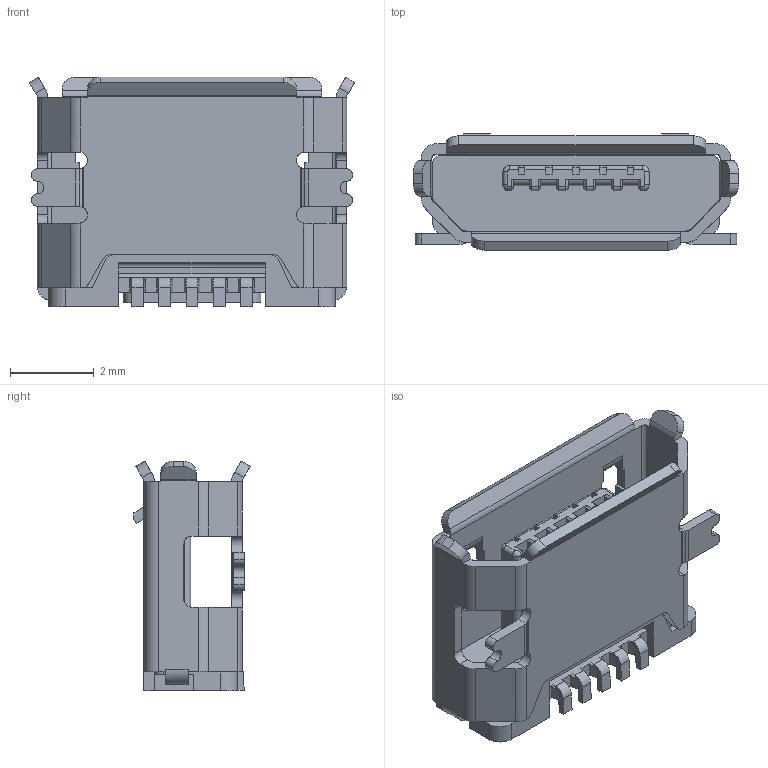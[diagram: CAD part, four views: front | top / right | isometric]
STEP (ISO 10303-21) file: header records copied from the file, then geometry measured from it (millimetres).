
FILE_DESCRIPTION (( 'STEP AP203' ), '1' );
FILE_NAME ('USB3065-30-00-A_revE.STEP', '2013-10-10T15:26:04', ( '' ), ( '' ), 'SwSTEP 2.0', 'SolidWorks 2010', '' );
FILE_SCHEMA (( 'CONFIG_CONTROL_DESIGN' ));
Length unit declared in the file: millimetre
Products named in the file (2): USB3065-30-00-A_revE
Assembly tree (1 placements, depth 2):
  USB3065-30-00-A_revE
    USB3065-30-00-A_revE
Bounding box: 7.78 x 2.78 x 5.49 mm (x, y, z)
Volume: 40 mm3; surface area: 256.9 mm2
Topology: 1 solids, 1 shells, 498 faces, 1460 edges, 949 vertices
Faces by surface type: plane 344, cylinder 134, bspline 20
Entity records: 17614 total; most frequent: CARTESIAN_POINT 5446, ORIENTED_EDGE 2920, DIRECTION 1834, EDGE_CURVE 1460, VERTEX_POINT 949, VECTOR 848, LINE 848, B_SPLINE_CURVE_WITH_KNOTS 599
